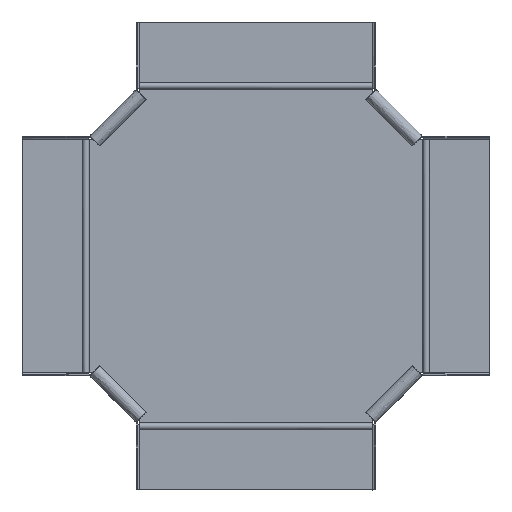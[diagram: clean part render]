
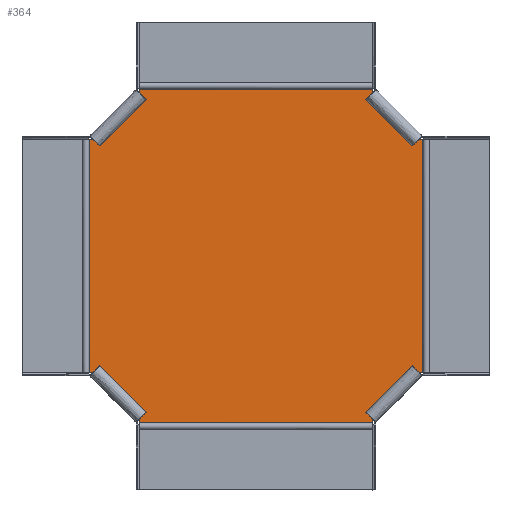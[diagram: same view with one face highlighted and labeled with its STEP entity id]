
A CAD part, top view. The second image highlights one B-rep face of the part: STEP entity #364.
In plain terms, the highlighted planar face has unit normal (0, 0, 1).
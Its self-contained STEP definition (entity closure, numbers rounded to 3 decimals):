
#364=ADVANCED_FACE('',(#774),#6057,.T.);
#774=FACE_OUTER_BOUND('',#1184,.T.);
#1184=EDGE_LOOP('',(#2850,#2851,#2852,#2853,#2854,#2855,#2856,#2857,#2858,
#2859,#2860,#2861,#2862,#2863,#2864,#2865));
#2850=ORIENTED_EDGE('',*,*,#4002,.F.);
#2851=ORIENTED_EDGE('',*,*,#4001,.F.);
#2852=ORIENTED_EDGE('',*,*,#4000,.F.);
#2853=ORIENTED_EDGE('',*,*,#4041,.F.);
#2854=ORIENTED_EDGE('',*,*,#3999,.F.);
#2855=ORIENTED_EDGE('',*,*,#3998,.F.);
#2856=ORIENTED_EDGE('',*,*,#3997,.F.);
#2857=ORIENTED_EDGE('',*,*,#4030,.F.);
#2858=ORIENTED_EDGE('',*,*,#3996,.F.);
#2859=ORIENTED_EDGE('',*,*,#3995,.F.);
#2860=ORIENTED_EDGE('',*,*,#3994,.F.);
#2861=ORIENTED_EDGE('',*,*,#4019,.F.);
#2862=ORIENTED_EDGE('',*,*,#3989,.F.);
#2863=ORIENTED_EDGE('',*,*,#3993,.F.);
#2864=ORIENTED_EDGE('',*,*,#3992,.F.);
#2865=ORIENTED_EDGE('',*,*,#4003,.F.);
#3989=EDGE_CURVE('',#5606,#5608,#5011,.T.);
#3992=EDGE_CURVE('',#5611,#5612,#5014,.T.);
#3993=EDGE_CURVE('',#5612,#5606,#5015,.T.);
#3994=EDGE_CURVE('',#5613,#5614,#5016,.T.);
#3995=EDGE_CURVE('',#5614,#5615,#5017,.T.);
#3996=EDGE_CURVE('',#5615,#5616,#5018,.T.);
#3997=EDGE_CURVE('',#5617,#5618,#5019,.T.);
#3998=EDGE_CURVE('',#5618,#5619,#5020,.T.);
#3999=EDGE_CURVE('',#5619,#5620,#5021,.T.);
#4000=EDGE_CURVE('',#5621,#5622,#5022,.T.);
#4001=EDGE_CURVE('',#5622,#5623,#5023,.T.);
#4002=EDGE_CURVE('',#5623,#5610,#5024,.T.);
#4003=EDGE_CURVE('',#5610,#5611,#5025,.T.);
#4019=EDGE_CURVE('',#5608,#5613,#5041,.T.);
#4030=EDGE_CURVE('',#5616,#5617,#5050,.T.);
#4041=EDGE_CURVE('',#5620,#5621,#5059,.T.);
#5011=B_SPLINE_CURVE_WITH_KNOTS('',1,(#12420,#12421),.UNSPECIFIED.,.F.,
 .F.,(2,2),(0.,2.),.UNSPECIFIED.);
#5014=B_SPLINE_CURVE_WITH_KNOTS('',1,(#12426,#12427),.UNSPECIFIED.,.F.,
 .F.,(2,2),(-2.,0.),.UNSPECIFIED.);
#5015=B_SPLINE_CURVE_WITH_KNOTS('',1,(#12428,#12429),.UNSPECIFIED.,.F.,
 .F.,(2,2),(0.,200.),.UNSPECIFIED.);
#5016=B_SPLINE_CURVE_WITH_KNOTS('',1,(#12430,#12431),.UNSPECIFIED.,.F.,
 .F.,(2,2),(-2.,0.),.UNSPECIFIED.);
#5017=B_SPLINE_CURVE_WITH_KNOTS('',1,(#12432,#12433),.UNSPECIFIED.,.F.,
 .F.,(2,2),(0.,200.),.UNSPECIFIED.);
#5018=B_SPLINE_CURVE_WITH_KNOTS('',1,(#12434,#12435),.UNSPECIFIED.,.F.,
 .F.,(2,2),(0.,2.),.UNSPECIFIED.);
#5019=B_SPLINE_CURVE_WITH_KNOTS('',1,(#12436,#12437),.UNSPECIFIED.,.F.,
 .F.,(2,2),(-2.,0.),.UNSPECIFIED.);
#5020=B_SPLINE_CURVE_WITH_KNOTS('',1,(#12438,#12439),.UNSPECIFIED.,.F.,
 .F.,(2,2),(0.,200.),.UNSPECIFIED.);
#5021=B_SPLINE_CURVE_WITH_KNOTS('',1,(#12440,#12441),.UNSPECIFIED.,.F.,
 .F.,(2,2),(0.,2.),.UNSPECIFIED.);
#5022=B_SPLINE_CURVE_WITH_KNOTS('',1,(#12442,#12443),.UNSPECIFIED.,.F.,
 .F.,(2,2),(-2.,0.),.UNSPECIFIED.);
#5023=B_SPLINE_CURVE_WITH_KNOTS('',1,(#12444,#12445),.UNSPECIFIED.,.F.,
 .F.,(2,2),(0.,200.),.UNSPECIFIED.);
#5024=B_SPLINE_CURVE_WITH_KNOTS('',1,(#12446,#12447),.UNSPECIFIED.,.F.,
 .F.,(2,2),(0.,2.),.UNSPECIFIED.);
#5025=B_SPLINE_CURVE_WITH_KNOTS('',1,(#12448,#12449),.UNSPECIFIED.,.F.,
 .F.,(2,2),(-57.631,0.),.UNSPECIFIED.);
#5041=B_SPLINE_CURVE_WITH_KNOTS('',1,(#12480,#12481),.UNSPECIFIED.,.F.,
 .F.,(2,2),(-57.631,0.),.UNSPECIFIED.);
#5050=B_SPLINE_CURVE_WITH_KNOTS('',1,(#12504,#12505),.UNSPECIFIED.,.F.,
 .F.,(2,2),(-57.631,0.),.UNSPECIFIED.);
#5059=B_SPLINE_CURVE_WITH_KNOTS('',1,(#12528,#12529),.UNSPECIFIED.,.F.,
 .F.,(2,2),(-57.631,0.),.UNSPECIFIED.);
#5606=VERTEX_POINT('',#12307);
#5608=VERTEX_POINT('',#12309);
#5610=VERTEX_POINT('',#12311);
#5611=VERTEX_POINT('',#12312);
#5612=VERTEX_POINT('',#12313);
#5613=VERTEX_POINT('',#12314);
#5614=VERTEX_POINT('',#12315);
#5615=VERTEX_POINT('',#12316);
#5616=VERTEX_POINT('',#12317);
#5617=VERTEX_POINT('',#12318);
#5618=VERTEX_POINT('',#12319);
#5619=VERTEX_POINT('',#12320);
#5620=VERTEX_POINT('',#12321);
#5621=VERTEX_POINT('',#12322);
#5622=VERTEX_POINT('',#12323);
#5623=VERTEX_POINT('',#12324);
#6057=PLANE('',#6348);
#6348=AXIS2_PLACEMENT_3D('',#11830,#6604,$);
#6604=DIRECTION('',(0.,0.,1.));
#11830=CARTESIAN_POINT('',(-372.061,171.981,1.25));
#12307=CARTESIAN_POINT('',(-57.328,-100.,1.25));
#12309=CARTESIAN_POINT('',(-59.328,-100.,1.25));
#12311=CARTESIAN_POINT('',(-100.08,140.752,1.25));
#12312=CARTESIAN_POINT('',(-59.328,100.,1.25));
#12313=CARTESIAN_POINT('',(-57.328,100.,1.25));
#12314=CARTESIAN_POINT('',(-100.08,-140.752,1.25));
#12315=CARTESIAN_POINT('',(-100.08,-142.752,1.25));
#12316=CARTESIAN_POINT('',(-300.08,-142.752,1.25));
#12317=CARTESIAN_POINT('',(-300.08,-140.752,1.25));
#12318=CARTESIAN_POINT('',(-340.832,-100.,1.25));
#12319=CARTESIAN_POINT('',(-342.832,-100.,1.25));
#12320=CARTESIAN_POINT('',(-342.832,100.,1.25));
#12321=CARTESIAN_POINT('',(-340.832,100.,1.25));
#12322=CARTESIAN_POINT('',(-300.08,140.752,1.25));
#12323=CARTESIAN_POINT('',(-300.08,142.752,1.25));
#12324=CARTESIAN_POINT('',(-100.08,142.752,1.25));
#12420=CARTESIAN_POINT('',(-57.328,-100.,1.25));
#12421=CARTESIAN_POINT('',(-59.328,-100.,1.25));
#12426=CARTESIAN_POINT('',(-59.328,100.,1.25));
#12427=CARTESIAN_POINT('',(-57.328,100.,1.25));
#12428=CARTESIAN_POINT('',(-57.328,100.,1.25));
#12429=CARTESIAN_POINT('',(-57.328,-100.,1.25));
#12430=CARTESIAN_POINT('',(-100.08,-140.752,1.25));
#12431=CARTESIAN_POINT('',(-100.08,-142.752,1.25));
#12432=CARTESIAN_POINT('',(-100.08,-142.752,1.25));
#12433=CARTESIAN_POINT('',(-300.08,-142.752,1.25));
#12434=CARTESIAN_POINT('',(-300.08,-142.752,1.25));
#12435=CARTESIAN_POINT('',(-300.08,-140.752,1.25));
#12436=CARTESIAN_POINT('',(-340.832,-100.,1.25));
#12437=CARTESIAN_POINT('',(-342.832,-100.,1.25));
#12438=CARTESIAN_POINT('',(-342.832,-100.,1.25));
#12439=CARTESIAN_POINT('',(-342.832,100.,1.25));
#12440=CARTESIAN_POINT('',(-342.832,100.,1.25));
#12441=CARTESIAN_POINT('',(-340.832,100.,1.25));
#12442=CARTESIAN_POINT('',(-300.08,140.752,1.25));
#12443=CARTESIAN_POINT('',(-300.08,142.752,1.25));
#12444=CARTESIAN_POINT('',(-300.08,142.752,1.25));
#12445=CARTESIAN_POINT('',(-100.08,142.752,1.25));
#12446=CARTESIAN_POINT('',(-100.08,142.752,1.25));
#12447=CARTESIAN_POINT('',(-100.08,140.752,1.25));
#12448=CARTESIAN_POINT('',(-100.08,140.752,1.25));
#12449=CARTESIAN_POINT('',(-59.328,100.,1.25));
#12480=CARTESIAN_POINT('',(-59.328,-100.,1.25));
#12481=CARTESIAN_POINT('',(-100.08,-140.752,1.25));
#12504=CARTESIAN_POINT('',(-300.08,-140.752,1.25));
#12505=CARTESIAN_POINT('',(-340.832,-100.,1.25));
#12528=CARTESIAN_POINT('',(-340.832,100.,1.25));
#12529=CARTESIAN_POINT('',(-300.08,140.752,1.25));
